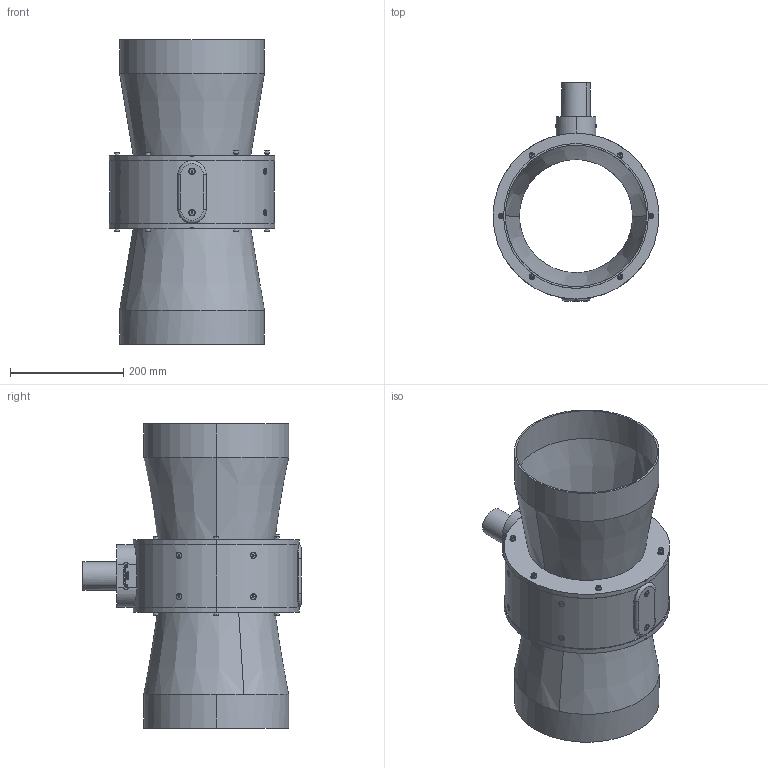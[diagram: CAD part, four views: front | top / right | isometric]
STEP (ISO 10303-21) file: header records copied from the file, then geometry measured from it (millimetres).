
FILE_DESCRIPTION (( 'STEP AP214' ), '1' );
FILE_NAME ('P-212-030-rev-A-PUF.STEP', '2024-12-13T16:00:28', ( '' ), ( '' ), 'SwSTEP 2.0', 'SolidWorks 2024', '' );
FILE_SCHEMA (( 'AUTOMOTIVE_DESIGN' ));
Length unit declared in the file: millimetre
Products named in the file (1): P-212-030-rev-A-PUF
Bounding box: 293 x 385.45 x 538.06 mm (x, y, z)
Volume: 5454468.9 mm3; surface area: 936455.6 mm2
Topology: 1 solids, 29 shells, 1300 faces, 3182 edges, 2001 vertices
Faces by surface type: plane 726, cylinder 266, bspline 121, cone 108, torus 71, sphere 8
Entity records: 42510 total; most frequent: CARTESIAN_POINT 13021, ORIENTED_EDGE 6292, DIRECTION 5676, EDGE_CURVE 3146, AXIS2_PLACEMENT_3D 2014, VERTEX_POINT 2001, VECTOR 1648, LINE 1648
